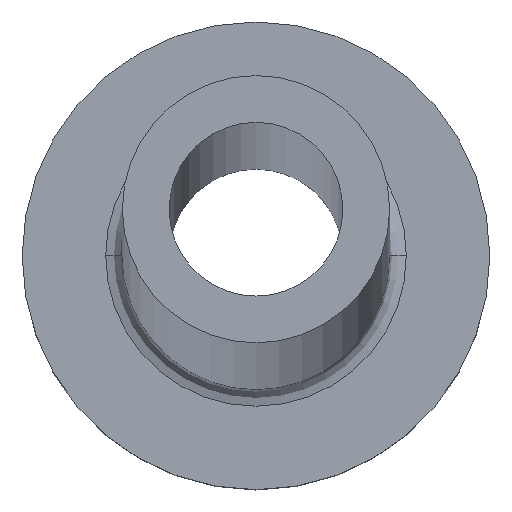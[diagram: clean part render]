
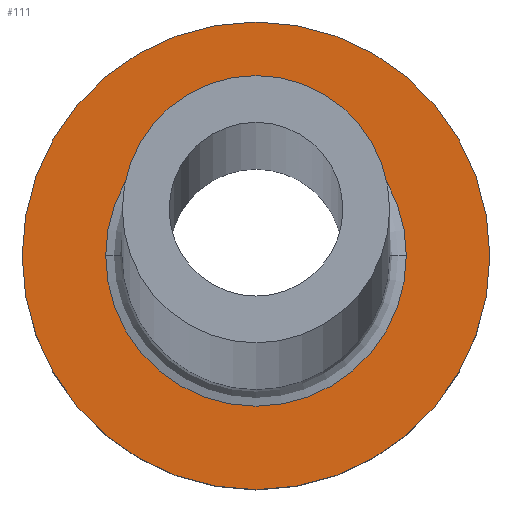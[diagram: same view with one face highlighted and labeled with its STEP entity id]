
A CAD part, top view. The second image highlights one B-rep face of the part: STEP entity #111.
In plain terms, the highlighted planar face has unit normal (0, 0, 1).
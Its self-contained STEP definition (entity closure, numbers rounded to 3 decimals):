
#5 = DIRECTION ( 'NONE',  ( 1., 0., 0. ) ) ;
#6 = EDGE_LOOP ( 'NONE', ( #322, #269 ) ) ;
#8 = CARTESIAN_POINT ( 'NONE',  ( -4.5, 0., 5. ) ) ;
#29 = AXIS2_PLACEMENT_3D ( 'NONE', #189, #299, #40 ) ;
#38 = ORIENTED_EDGE ( 'NONE', *, *, #300, .T. ) ;
#39 = CARTESIAN_POINT ( 'NONE',  ( 0., 0., 5. ) ) ;
#40 = DIRECTION ( 'NONE',  ( 1., 0., 0. ) ) ;
#47 = CARTESIAN_POINT ( 'NONE',  ( 0., 0., 5. ) ) ;
#52 = AXIS2_PLACEMENT_3D ( 'NONE', #94, #242, #165 ) ;
#55 = CARTESIAN_POINT ( 'NONE',  ( -7., 0., 5. ) ) ;
#60 = DIRECTION ( 'NONE',  ( 0., 0., -1. ) ) ;
#64 = PLANE ( 'NONE',  #29 ) ;
#85 = EDGE_LOOP ( 'NONE', ( #295, #38 ) ) ;
#88 = CARTESIAN_POINT ( 'NONE',  ( 7., 0., 5. ) ) ;
#94 = CARTESIAN_POINT ( 'NONE',  ( 0., 0., 5. ) ) ;
#99 = CIRCLE ( 'NONE', #52, 7. ) ;
#102 = EDGE_CURVE ( 'NONE', #262, #268, #196, .T. ) ;
#111 = ADVANCED_FACE ( 'NONE', ( #331, #123 ), #64, .T. ) ;
#115 = AXIS2_PLACEMENT_3D ( 'NONE', #39, #60, #5 ) ;
#123 = FACE_OUTER_BOUND ( 'NONE', #85, .T. ) ;
#165 = DIRECTION ( 'NONE',  ( 1., 0., 0. ) ) ;
#173 = EDGE_CURVE ( 'NONE', #282, #178, #280, .T. ) ;
#177 = AXIS2_PLACEMENT_3D ( 'NONE', #358, #209, #327 ) ;
#178 = VERTEX_POINT ( 'NONE', #88 ) ;
#189 = CARTESIAN_POINT ( 'NONE',  ( 0., 0., 5. ) ) ;
#196 = CIRCLE ( 'NONE', #277, 4.5 ) ;
#209 = DIRECTION ( 'NONE',  ( 0., 0., 1. ) ) ;
#218 = EDGE_CURVE ( 'NONE', #268, #262, #354, .T. ) ;
#242 = DIRECTION ( 'NONE',  ( 0., 0., 1. ) ) ;
#244 = DIRECTION ( 'NONE',  ( 0., 0., -1. ) ) ;
#262 = VERTEX_POINT ( 'NONE', #270 ) ;
#268 = VERTEX_POINT ( 'NONE', #8 ) ;
#269 = ORIENTED_EDGE ( 'NONE', *, *, #218, .T. ) ;
#270 = CARTESIAN_POINT ( 'NONE',  ( 4.5, 0., 5. ) ) ;
#277 = AXIS2_PLACEMENT_3D ( 'NONE', #47, #244, #367 ) ;
#280 = CIRCLE ( 'NONE', #177, 7. ) ;
#282 = VERTEX_POINT ( 'NONE', #55 ) ;
#295 = ORIENTED_EDGE ( 'NONE', *, *, #173, .T. ) ;
#299 = DIRECTION ( 'NONE',  ( 0., 0., 1. ) ) ;
#300 = EDGE_CURVE ( 'NONE', #178, #282, #99, .T. ) ;
#322 = ORIENTED_EDGE ( 'NONE', *, *, #102, .T. ) ;
#327 = DIRECTION ( 'NONE',  ( 1., 0., 0. ) ) ;
#331 = FACE_BOUND ( 'NONE', #6, .T. ) ;
#354 = CIRCLE ( 'NONE', #115, 4.5 ) ;
#358 = CARTESIAN_POINT ( 'NONE',  ( 0., 0., 5. ) ) ;
#367 = DIRECTION ( 'NONE',  ( 1., 0., 0. ) ) ;
